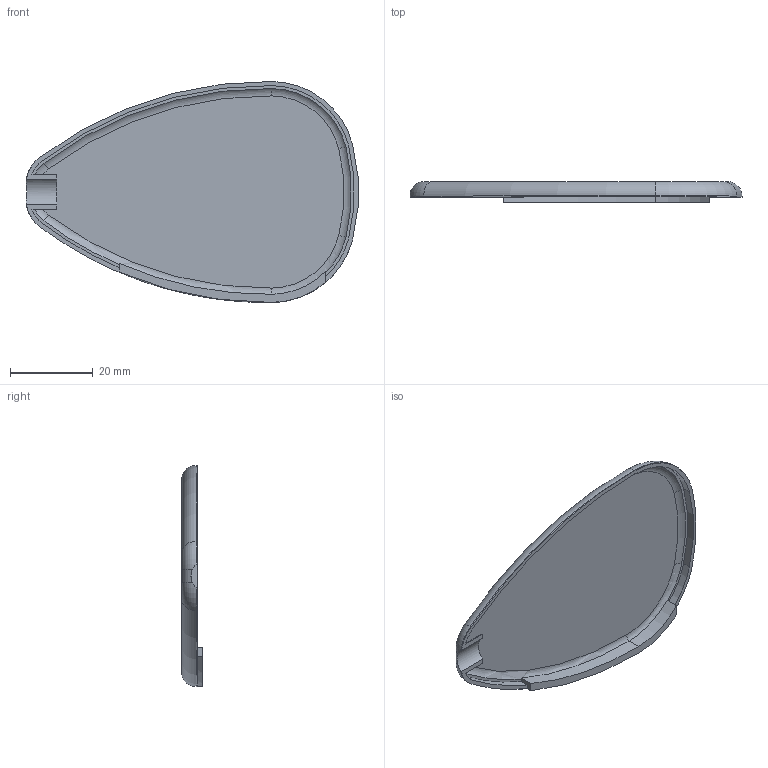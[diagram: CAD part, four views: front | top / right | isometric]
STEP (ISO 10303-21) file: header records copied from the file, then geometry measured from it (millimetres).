
FILE_DESCRIPTION(/* description */ (''),/* implementation_level */ '2;1');
FILE_NAME(/* name */ 'top and cut.stp',/* time_stamp */ '2021-10-12T21:20:54+01:00',/* author */ (''),/* organization */ (''),/* preprocessor_version */ 'ST-DEVELOPER v18.1',/* originating_system */ 'Autodesk Translation Framework v10.10.0.1391',/* authorisation */ '');
FILE_SCHEMA (('AUTOMOTIVE_DESIGN { 1 0 10303 214 3 1 1 }'));
Length unit declared in the file: millimetre
Products named in the file (1): top and cut
Bounding box: 80.45 x 5 x 53.58 mm (x, y, z)
Volume: 3832.8 mm3; surface area: 7861.8 mm2
Topology: 1 solids, 1 shells, 48 faces, 130 edges, 84 vertices
Faces by surface type: cylinder 22, torus 14, plane 12
Entity records: 1618 total; most frequent: CARTESIAN_POINT 323, DIRECTION 295, ORIENTED_EDGE 260, EDGE_CURVE 130, AXIS2_PLACEMENT_3D 128, VERTEX_POINT 84, CIRCLE 79, FACE_OUTER_BOUND 48
